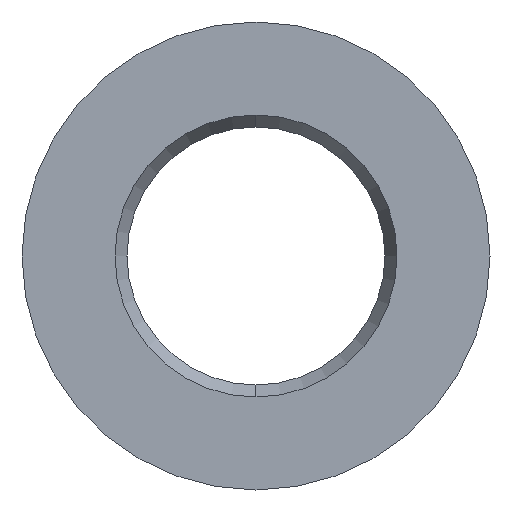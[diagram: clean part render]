
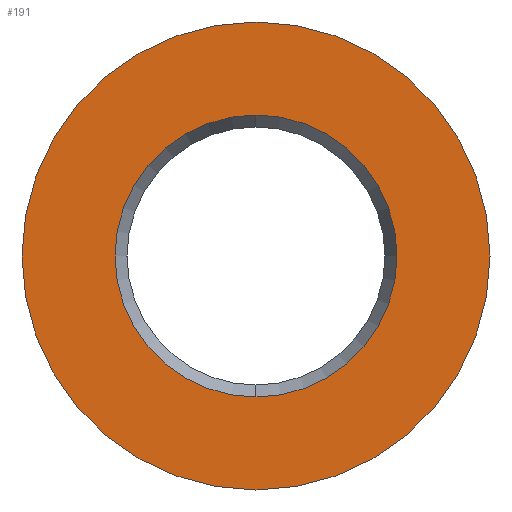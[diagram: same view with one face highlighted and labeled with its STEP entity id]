
A CAD part, left-side view. The second image highlights one B-rep face of the part: STEP entity #191.
In plain terms, the highlighted planar face has unit normal (-1, 0, 0).
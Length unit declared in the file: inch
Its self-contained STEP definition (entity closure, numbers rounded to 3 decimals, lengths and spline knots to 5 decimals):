
#3 = ORIENTED_EDGE ( 'NONE', *, *, #131, .T. ) ;
#18 = DIRECTION ( 'NONE',  ( 1., 0., 0. ) ) ;
#34 = DIRECTION ( 'NONE',  ( 0., 0., 1. ) ) ;
#50 = DIRECTION ( 'NONE',  ( -1., 0., 0. ) ) ;
#56 = EDGE_CURVE ( 'NONE', #152, #360, #108, .T. ) ;
#58 = ORIENTED_EDGE ( 'NONE', *, *, #173, .T. ) ;
#70 = CARTESIAN_POINT ( 'NONE',  ( 0., 0., 0.039 ) ) ;
#74 = AXIS2_PLACEMENT_3D ( 'NONE', #160, #127, #252 ) ;
#81 = CARTESIAN_POINT ( 'NONE',  ( 0., 0., 0.0235 ) ) ;
#95 = CARTESIAN_POINT ( 'NONE',  ( 0., 0., -0.039 ) ) ;
#96 = CIRCLE ( 'NONE', #74, 0.039 ) ;
#101 = AXIS2_PLACEMENT_3D ( 'NONE', #348, #259, #34 ) ;
#108 = CIRCLE ( 'NONE', #101, 0.0235 ) ;
#113 = ORIENTED_EDGE ( 'NONE', *, *, #56, .F. ) ;
#123 = AXIS2_PLACEMENT_3D ( 'NONE', #179, #50, #183 ) ;
#125 = CARTESIAN_POINT ( 'NONE',  ( 0., 0., 0. ) ) ;
#127 = DIRECTION ( 'NONE',  ( -1., 0., 0. ) ) ;
#131 = EDGE_CURVE ( 'NONE', #177, #178, #338, .T. ) ;
#135 = FACE_OUTER_BOUND ( 'NONE', #307, .T. ) ;
#140 = DIRECTION ( 'NONE',  ( 0., 0., -1. ) ) ;
#149 = AXIS2_PLACEMENT_3D ( 'NONE', #125, #221, #251 ) ;
#152 = VERTEX_POINT ( 'NONE', #249 ) ;
#160 = CARTESIAN_POINT ( 'NONE',  ( 0., 0., 0. ) ) ;
#173 = EDGE_CURVE ( 'NONE', #178, #177, #96, .T. ) ;
#177 = VERTEX_POINT ( 'NONE', #95 ) ;
#178 = VERTEX_POINT ( 'NONE', #70 ) ;
#179 = CARTESIAN_POINT ( 'NONE',  ( 0., 0., 0. ) ) ;
#183 = DIRECTION ( 'NONE',  ( 0., 0., 1. ) ) ;
#186 = EDGE_LOOP ( 'NONE', ( #371, #113 ) ) ;
#191 = ADVANCED_FACE ( 'NONE', ( #327, #135 ), #361, .F. ) ;
#197 = CARTESIAN_POINT ( 'NONE',  ( 0., 0., 0. ) ) ;
#221 = DIRECTION ( 'NONE',  ( -1., 0., 0. ) ) ;
#249 = CARTESIAN_POINT ( 'NONE',  ( 0., 0., -0.0235 ) ) ;
#251 = DIRECTION ( 'NONE',  ( 0., 0., 1. ) ) ;
#252 = DIRECTION ( 'NONE',  ( 0., 0., 1. ) ) ;
#259 = DIRECTION ( 'NONE',  ( -1., 0., 0. ) ) ;
#288 = AXIS2_PLACEMENT_3D ( 'NONE', #197, #18, #140 ) ;
#307 = EDGE_LOOP ( 'NONE', ( #58, #3 ) ) ;
#321 = CIRCLE ( 'NONE', #123, 0.0235 ) ;
#327 = FACE_BOUND ( 'NONE', #186, .T. ) ;
#338 = CIRCLE ( 'NONE', #149, 0.039 ) ;
#348 = CARTESIAN_POINT ( 'NONE',  ( 0., 0., 0. ) ) ;
#354 = EDGE_CURVE ( 'NONE', #360, #152, #321, .T. ) ;
#360 = VERTEX_POINT ( 'NONE', #81 ) ;
#361 = PLANE ( 'NONE',  #288 ) ;
#371 = ORIENTED_EDGE ( 'NONE', *, *, #354, .F. ) ;
